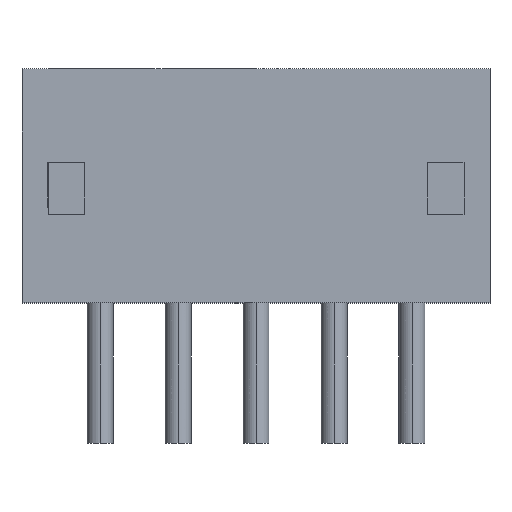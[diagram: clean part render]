
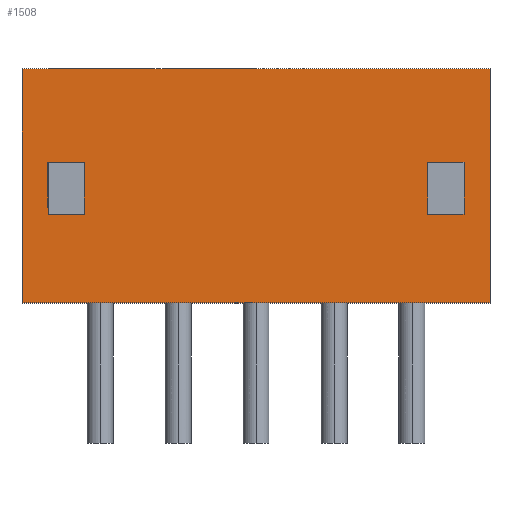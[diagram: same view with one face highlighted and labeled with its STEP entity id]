
A CAD part, top view. The second image highlights one B-rep face of the part: STEP entity #1508.
In plain terms, the highlighted planar face has unit normal (0, 0, 1).
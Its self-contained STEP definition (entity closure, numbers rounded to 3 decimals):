
#14 = DIRECTION ( 'NONE',  ( -1., 0., 0. ) ) ;
#15 = VECTOR ( 'NONE', #14, 1000. ) ;
#16 = CARTESIAN_POINT ( 'NONE',  ( 4., 2.7, 0. ) ) ;
#17 = LINE ( 'NONE', #16, #15 ) ;
#18 = CARTESIAN_POINT ( 'NONE',  ( 3.3, 1.7, 0. ) ) ;
#19 = CARTESIAN_POINT ( 'NONE',  ( 3.3, 2.7, 0. ) ) ;
#20 = DIRECTION ( 'NONE',  ( -1., 0., 0. ) ) ;
#21 = DIRECTION ( 'NONE',  ( 0., 0., -1. ) ) ;
#22 = CARTESIAN_POINT ( 'NONE',  ( 4.5, 0., 0. ) ) ;
#23 = AXIS2_PLACEMENT_3D ( 'NONE', #22, #21, #20 ) ;
#24 = PLANE ( 'NONE',  #23 ) ;
#180 = FACE_BOUND ( 'NONE', #1700, .T. ) ;
#181 = FACE_BOUND ( 'NONE', #1489, .T. ) ;
#185 = FACE_OUTER_BOUND ( 'NONE', #1587, .T. ) ;
#186 = CARTESIAN_POINT ( 'NONE',  ( -4., 2.7, 0. ) ) ;
#187 = DIRECTION ( 'NONE',  ( 0., -1., 0. ) ) ;
#188 = VECTOR ( 'NONE', #187, 1000. ) ;
#189 = CARTESIAN_POINT ( 'NONE',  ( -4., 2.7, 0. ) ) ;
#190 = LINE ( 'NONE', #189, #188 ) ;
#191 = CARTESIAN_POINT ( 'NONE',  ( 4.5, 4.5, 0. ) ) ;
#223 = CARTESIAN_POINT ( 'NONE',  ( -4., 2.7, 0. ) ) ;
#224 = LINE ( 'NONE', #223, #366 ) ;
#353 = DIRECTION ( 'NONE',  ( -1., 0., 0. ) ) ;
#366 = VECTOR ( 'NONE', #353, 1000. ) ;
#367 = VECTOR ( 'NONE', #371, 1000. ) ;
#368 = CARTESIAN_POINT ( 'NONE',  ( -4.5, 0., 0. ) ) ;
#369 = LINE ( 'NONE', #368, #367 ) ;
#370 = CARTESIAN_POINT ( 'NONE',  ( -4.5, 0., 0. ) ) ;
#371 = DIRECTION ( 'NONE',  ( 0., -1., 0. ) ) ;
#531 = CARTESIAN_POINT ( 'NONE',  ( -3.3, 1.7, 0. ) ) ;
#532 = DIRECTION ( 'NONE',  ( 0., 1., 0. ) ) ;
#533 = VECTOR ( 'NONE', #532, 1000. ) ;
#534 = CARTESIAN_POINT ( 'NONE',  ( -3.3, 2.7, 0. ) ) ;
#535 = LINE ( 'NONE', #534, #533 ) ;
#536 = DIRECTION ( 'NONE',  ( 1., 0., 0. ) ) ;
#537 = VECTOR ( 'NONE', #536, 1000. ) ;
#538 = CARTESIAN_POINT ( 'NONE',  ( 4., 1.7, 0. ) ) ;
#539 = LINE ( 'NONE', #538, #537 ) ;
#540 = CARTESIAN_POINT ( 'NONE',  ( 4., 1.7, 0. ) ) ;
#541 = DIRECTION ( 'NONE',  ( 0., 1., 0. ) ) ;
#542 = VECTOR ( 'NONE', #541, 1000. ) ;
#543 = CARTESIAN_POINT ( 'NONE',  ( 4., 2.7, 0. ) ) ;
#544 = LINE ( 'NONE', #543, #542 ) ;
#545 = CARTESIAN_POINT ( 'NONE',  ( 4., 2.7, 0. ) ) ;
#580 = CARTESIAN_POINT ( 'NONE',  ( -4., 1.7, 0. ) ) ;
#581 = DIRECTION ( 'NONE',  ( 1., 0., 0. ) ) ;
#582 = VECTOR ( 'NONE', #581, 1000. ) ;
#583 = CARTESIAN_POINT ( 'NONE',  ( -4., 1.7, 0. ) ) ;
#584 = LINE ( 'NONE', #583, #582 ) ;
#585 = CARTESIAN_POINT ( 'NONE',  ( -3.3, 2.7, 0. ) ) ;
#1489 = EDGE_LOOP ( 'NONE', ( #1490, #1511, #1695, #1698 ) ) ;
#1490 = ORIENTED_EDGE ( 'NONE', *, *, #1491, .F. ) ;
#1491 = EDGE_CURVE ( 'NONE', #1509, #1510, #2451, .T. ) ;
#1505 = VERTEX_POINT ( 'NONE', #2423 ) ;
#1507 = EDGE_CURVE ( 'NONE', #1582, #1505, #2421, .T. ) ;
#1508 = ADVANCED_FACE ( 'NONE', ( #181, #180, #185 ), #24, .F. ) ;
#1509 = VERTEX_POINT ( 'NONE', #19 ) ;
#1510 = VERTEX_POINT ( 'NONE', #18 ) ;
#1511 = ORIENTED_EDGE ( 'NONE', *, *, #1512, .F. ) ;
#1512 = EDGE_CURVE ( 'NONE', #1694, #1509, #17, .T. ) ;
#1530 = ORIENTED_EDGE ( 'NONE', *, *, #1531, .F. ) ;
#1531 = EDGE_CURVE ( 'NONE', #1532, #1590, #2535, .T. ) ;
#1532 = VERTEX_POINT ( 'NONE', #2531 ) ;
#1533 = ORIENTED_EDGE ( 'NONE', *, *, #1534, .F. ) ;
#1534 = EDGE_CURVE ( 'NONE', #1582, #1532, #2529, .T. ) ;
#1535 = ORIENTED_EDGE ( 'NONE', *, *, #1507, .T. ) ;
#1582 = VERTEX_POINT ( 'NONE', #191 ) ;
#1583 = EDGE_CURVE ( 'NONE', #1584, #1707, #190, .T. ) ;
#1584 = VERTEX_POINT ( 'NONE', #186 ) ;
#1585 = ORIENTED_EDGE ( 'NONE', *, *, #1586, .F. ) ;
#1586 = EDGE_CURVE ( 'NONE', #1704, #1584, #224, .T. ) ;
#1587 = EDGE_LOOP ( 'NONE', ( #1588, #1530, #1533, #1535 ) ) ;
#1588 = ORIENTED_EDGE ( 'NONE', *, *, #1589, .T. ) ;
#1589 = EDGE_CURVE ( 'NONE', #1505, #1590, #369, .T. ) ;
#1590 = VERTEX_POINT ( 'NONE', #370 ) ;
#1694 = VERTEX_POINT ( 'NONE', #545 ) ;
#1695 = ORIENTED_EDGE ( 'NONE', *, *, #1696, .F. ) ;
#1696 = EDGE_CURVE ( 'NONE', #1697, #1694, #544, .T. ) ;
#1697 = VERTEX_POINT ( 'NONE', #540 ) ;
#1698 = ORIENTED_EDGE ( 'NONE', *, *, #1699, .F. ) ;
#1699 = EDGE_CURVE ( 'NONE', #1510, #1697, #539, .T. ) ;
#1700 = EDGE_LOOP ( 'NONE', ( #1701, #1705, #1708, #1585 ) ) ;
#1701 = ORIENTED_EDGE ( 'NONE', *, *, #1702, .F. ) ;
#1702 = EDGE_CURVE ( 'NONE', #1703, #1704, #535, .T. ) ;
#1703 = VERTEX_POINT ( 'NONE', #531 ) ;
#1704 = VERTEX_POINT ( 'NONE', #585 ) ;
#1705 = ORIENTED_EDGE ( 'NONE', *, *, #1706, .F. ) ;
#1706 = EDGE_CURVE ( 'NONE', #1707, #1703, #584, .T. ) ;
#1707 = VERTEX_POINT ( 'NONE', #580 ) ;
#1708 = ORIENTED_EDGE ( 'NONE', *, *, #1583, .F. ) ;
#2418 = DIRECTION ( 'NONE',  ( -1., 0., 0. ) ) ;
#2419 = VECTOR ( 'NONE', #2418, 1000. ) ;
#2420 = CARTESIAN_POINT ( 'NONE',  ( 4.5, 4.5, 0. ) ) ;
#2421 = LINE ( 'NONE', #2420, #2419 ) ;
#2423 = CARTESIAN_POINT ( 'NONE',  ( -4.5, 4.5, 0. ) ) ;
#2448 = DIRECTION ( 'NONE',  ( 0., -1., 0. ) ) ;
#2449 = VECTOR ( 'NONE', #2448, 1000. ) ;
#2450 = CARTESIAN_POINT ( 'NONE',  ( 3.3, 2.7, 0. ) ) ;
#2451 = LINE ( 'NONE', #2450, #2449 ) ;
#2526 = DIRECTION ( 'NONE',  ( 0., -1., 0. ) ) ;
#2527 = VECTOR ( 'NONE', #2526, 1000. ) ;
#2528 = CARTESIAN_POINT ( 'NONE',  ( 4.5, 0., 0. ) ) ;
#2529 = LINE ( 'NONE', #2528, #2527 ) ;
#2531 = CARTESIAN_POINT ( 'NONE',  ( 4.5, 0., 0. ) ) ;
#2532 = DIRECTION ( 'NONE',  ( -1., 0., 0. ) ) ;
#2533 = VECTOR ( 'NONE', #2532, 1000. ) ;
#2534 = CARTESIAN_POINT ( 'NONE',  ( 4.5, 0., 0. ) ) ;
#2535 = LINE ( 'NONE', #2534, #2533 ) ;
